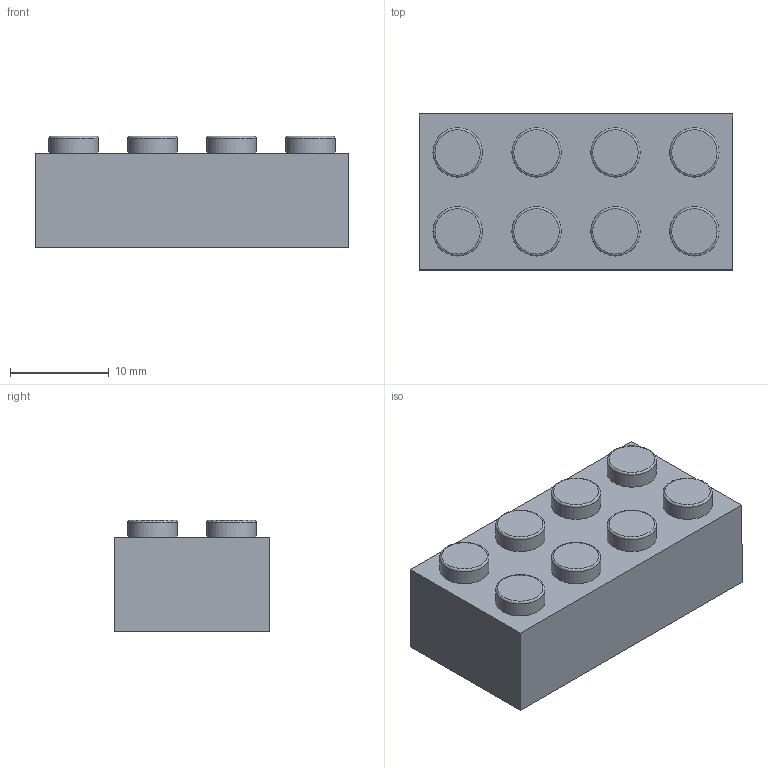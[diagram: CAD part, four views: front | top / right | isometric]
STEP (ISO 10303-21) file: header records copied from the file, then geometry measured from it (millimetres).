
FILE_DESCRIPTION(/* description */ (''),/* implementation_level */ '2;1');
FILE_NAME(/* name */ 'Day #1 - Toy Block v7.step',/* time_stamp */ '2023-05-30T11:24:10+06:00',/* author */ (''),/* organization */ (''),/* preprocessor_version */ 'ST-DEVELOPER v19.2',/* originating_system */ 'Autodesk Translation Framework v12.4.0.73',/* authorisation */ '');
FILE_SCHEMA (('AUTOMOTIVE_DESIGN { 1 0 10303 214 3 1 1 }'));
Length unit declared in the file: millimetre
Products named in the file (2): #1630; 2*8 Block
Assembly tree (1 placements, depth 2):
  #1630
    2*8 Block
Bounding box: 31.8 x 15.8 x 11.3 mm (x, y, z)
Volume: 2438.7 mm3; surface area: 3661.9 mm2
Topology: 1 solids, 1 shells, 63 faces, 114 edges, 76 vertices
Faces by surface type: plane 33, cylinder 22, torus 8
Full cylindrical faces by diameter (mm): 2.02 x8, 4.1 x3, 5 x8, 6.1 x3
Entity records: 1629 total; most frequent: DIRECTION 314, CARTESIAN_POINT 256, ORIENTED_EDGE 228, AXIS2_PLACEMENT_3D 134, EDGE_CURVE 114, EDGE_LOOP 86, VERTEX_POINT 76, CIRCLE 68
